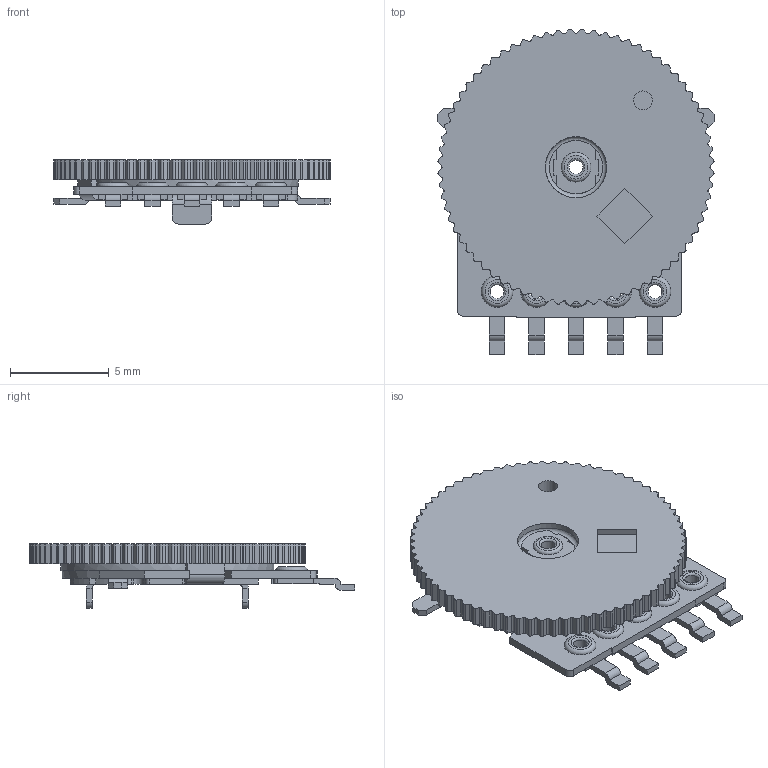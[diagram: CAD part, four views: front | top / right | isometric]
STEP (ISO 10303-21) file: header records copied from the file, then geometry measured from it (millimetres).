
FILE_DESCRIPTION(/* description */ (''),/* implementation_level */ '2;1');
FILE_NAME(/* name */ 'RK10J1_R.step',/* time_stamp */ '2023-02-03T13:21:23-08:00',/* author */ (''),/* organization */ (''),/* preprocessor_version */ 'ST-DEVELOPER v19.2',/* originating_system */ 'Autodesk Translation Framework v11.17.0.187',/* authorisation */ '');
FILE_SCHEMA (('AUTOMOTIVE_DESIGN { 1 0 10303 214 3 1 1 }'));
Length unit declared in the file: millimetre
Products named in the file (1): RK10J1_R
Bounding box: 14 x 16.49 x 3.25 mm (x, y, z)
Volume: 262.3 mm3; surface area: 561.9 mm2
Topology: 1 solids, 1 shells, 593 faces, 1681 edges, 1100 vertices
Faces by surface type: plane 361, cylinder 212, torus 19, bspline 1
Full cylindrical faces by diameter (mm): 0.71 x6, 0.95 x1, 1 x1, 3.1 x1, 10.8 x1
Entity records: 19616 total; most frequent: CARTESIAN_POINT 3396, ORIENTED_EDGE 3362, DIRECTION 3350, EDGE_CURVE 1681, LINE 1194, VECTOR 1194, VERTEX_POINT 1100, AXIS2_PLACEMENT_3D 1078
